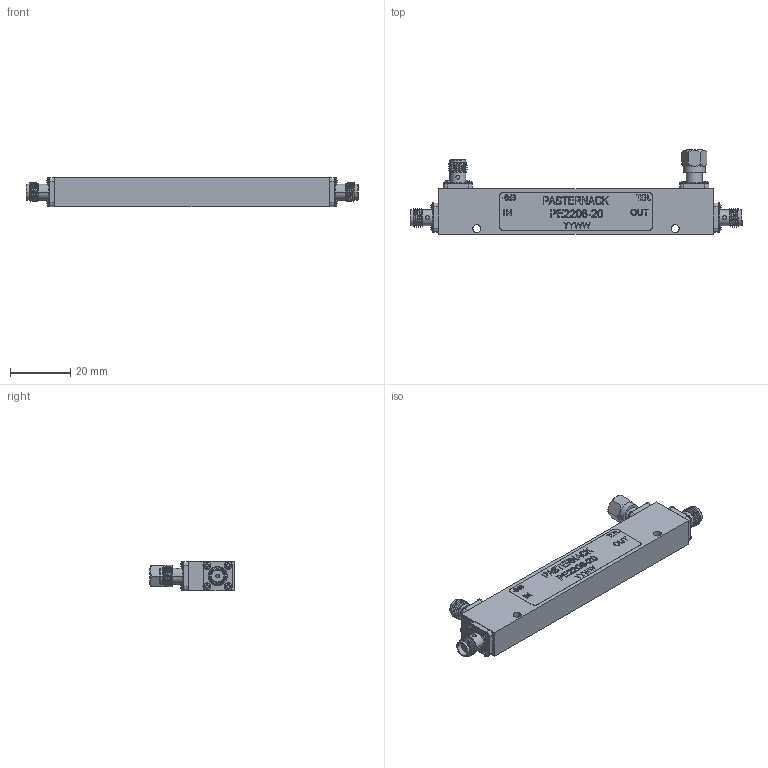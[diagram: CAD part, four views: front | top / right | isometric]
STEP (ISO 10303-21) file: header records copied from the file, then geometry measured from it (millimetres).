
FILE_DESCRIPTION (( 'STEP AP203' ), '1' );
FILE_NAME ('PE2208-20.step', '2018-06-07T16:42:00', ( '' ), ( '' ), 'SwSTEP 2.0', 'SolidWorks 2017', '' );
FILE_SCHEMA (( 'CONFIG_CONTROL_DESIGN' ));
Products named in the file (1): PE2208-20
Bounding box: 110.49 x 28.19 x 9.73 mm (x, y, z)
Volume: 14822 mm3; surface area: 8771.1 mm2
Topology: 10 solids, 10 shells, 1324 faces, 3472 edges, 2266 vertices
Faces by surface type: plane 665, cylinder 290, bspline 251, cone 110, torus 8
Entity records: 60680 total; most frequent: CARTESIAN_POINT 30498, ORIENTED_EDGE 6944, DIRECTION 5118, EDGE_CURVE 3472, VERTEX_POINT 2266, VECTOR 1748, LINE 1748, AXIS2_PLACEMENT_3D 1685
